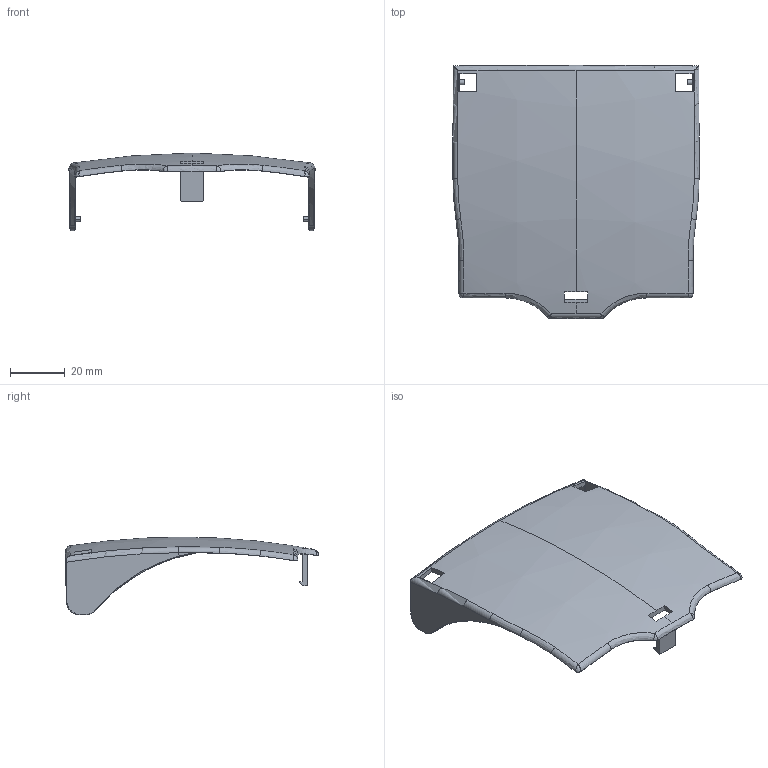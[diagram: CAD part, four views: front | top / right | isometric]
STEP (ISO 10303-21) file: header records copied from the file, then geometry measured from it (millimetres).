
FILE_DESCRIPTION (( 'STEP AP214' ), '1' );
FILE_NAME ('DMC.STEP', '2021-07-29T15:06:58', ( '' ), ( '' ), 'SwSTEP 2.0', 'SolidWorks 2020', '' );
FILE_SCHEMA (( 'AUTOMOTIVE_DESIGN' ));
Length unit declared in the file: millimetre
Products named in the file (1): DMC
Bounding box: 89.59 x 92.15 x 28.32 mm (x, y, z)
Volume: 15824.8 mm3; surface area: 18052.1 mm2
Topology: 1 solids, 1 shells, 122 faces, 320 edges, 190 vertices
Faces by surface type: bspline 42, plane 35, cylinder 24, torus 17, sphere 4
Entity records: 4929 total; most frequent: CARTESIAN_POINT 2250, ORIENTED_EDGE 628, DIRECTION 492, EDGE_CURVE 314, AXIS2_PLACEMENT_3D 207, VERTEX_POINT 190, CIRCLE 126, EDGE_LOOP 124
